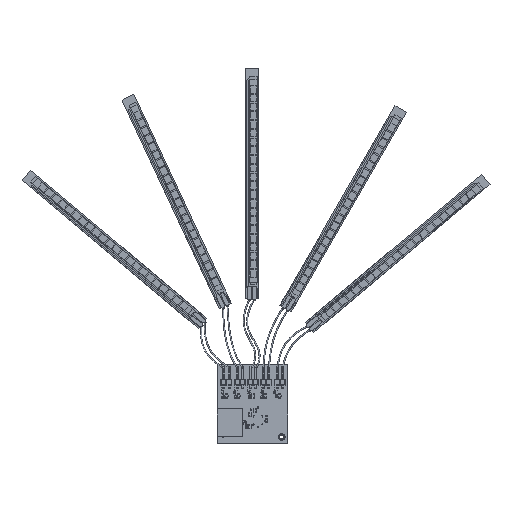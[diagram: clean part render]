
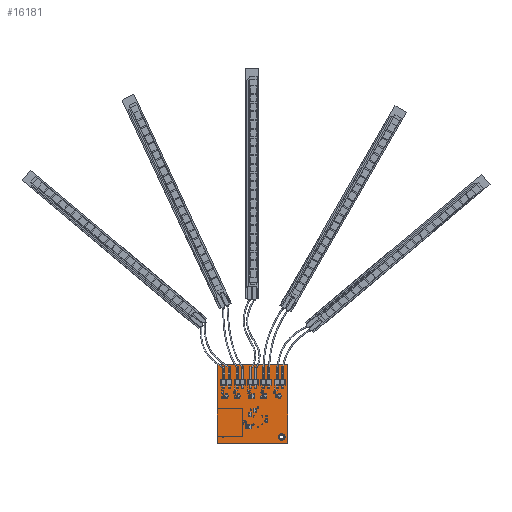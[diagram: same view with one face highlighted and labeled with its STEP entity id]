
A CAD part, top view. The second image highlights one B-rep face of the part: STEP entity #16181.
In plain terms, the highlighted planar face has unit normal (0, 0, 1).
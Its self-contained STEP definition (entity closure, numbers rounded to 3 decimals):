
#930=CIRCLE('',#17464,1.);
#931=CIRCLE('',#17465,0.5);
#932=CIRCLE('',#17466,0.5);
#933=CIRCLE('',#17467,0.5);
#934=CIRCLE('',#17468,0.5);
#935=CIRCLE('',#17469,0.5);
#936=CIRCLE('',#17470,0.5);
#937=CIRCLE('',#17471,0.5);
#938=CIRCLE('',#17472,0.5);
#939=CIRCLE('',#17473,0.5);
#940=CIRCLE('',#17474,0.5);
#1608=FACE_BOUND('',#3075,.T.);
#1609=FACE_BOUND('',#3076,.T.);
#1610=FACE_BOUND('',#3077,.T.);
#1611=FACE_BOUND('',#3078,.T.);
#1612=FACE_BOUND('',#3079,.T.);
#1613=FACE_BOUND('',#3080,.T.);
#1614=FACE_BOUND('',#3081,.T.);
#1615=FACE_BOUND('',#3082,.T.);
#1616=FACE_BOUND('',#3083,.T.);
#1617=FACE_BOUND('',#3084,.T.);
#1618=FACE_BOUND('',#3085,.T.);
#2331=FACE_OUTER_BOUND('',#3074,.T.);
#3074=EDGE_LOOP('',(#14513,#14514,#14515,#14516));
#3075=EDGE_LOOP('',(#14517));
#3076=EDGE_LOOP('',(#14518));
#3077=EDGE_LOOP('',(#14519));
#3078=EDGE_LOOP('',(#14520));
#3079=EDGE_LOOP('',(#14521));
#3080=EDGE_LOOP('',(#14522));
#3081=EDGE_LOOP('',(#14523));
#3082=EDGE_LOOP('',(#14524));
#3083=EDGE_LOOP('',(#14525));
#3084=EDGE_LOOP('',(#14526));
#3085=EDGE_LOOP('',(#14527));
#4749=LINE('',#28412,#6540);
#4753=LINE('',#28420,#6544);
#4755=LINE('',#28424,#6546);
#4759=LINE('',#28453,#6550);
#6540=VECTOR('',#21253,1.);
#6544=VECTOR('',#21259,1.);
#6546=VECTOR('',#21263,1.);
#6550=VECTOR('',#21293,1.);
#8539=VERTEX_POINT('',#28409);
#8540=VERTEX_POINT('',#28411);
#8543=VERTEX_POINT('',#28418);
#8544=VERTEX_POINT('',#28423);
#8557=VERTEX_POINT('',#28454);
#8558=VERTEX_POINT('',#28456);
#8559=VERTEX_POINT('',#28458);
#8560=VERTEX_POINT('',#28460);
#8561=VERTEX_POINT('',#28462);
#8562=VERTEX_POINT('',#28464);
#8563=VERTEX_POINT('',#28466);
#8564=VERTEX_POINT('',#28468);
#8565=VERTEX_POINT('',#28470);
#8566=VERTEX_POINT('',#28472);
#8567=VERTEX_POINT('',#28474);
#10879=EDGE_CURVE('',#8539,#8540,#4749,.T.);
#10883=EDGE_CURVE('',#8543,#8539,#4753,.T.);
#10885=EDGE_CURVE('',#8540,#8544,#4755,.T.);
#10900=EDGE_CURVE('',#8544,#8543,#4759,.T.);
#10901=EDGE_CURVE('',#8557,#8557,#930,.T.);
#10902=EDGE_CURVE('',#8558,#8558,#931,.T.);
#10903=EDGE_CURVE('',#8559,#8559,#932,.T.);
#10904=EDGE_CURVE('',#8560,#8560,#933,.T.);
#10905=EDGE_CURVE('',#8561,#8561,#934,.T.);
#10906=EDGE_CURVE('',#8562,#8562,#935,.T.);
#10907=EDGE_CURVE('',#8563,#8563,#936,.T.);
#10908=EDGE_CURVE('',#8564,#8564,#937,.T.);
#10909=EDGE_CURVE('',#8565,#8565,#938,.T.);
#10910=EDGE_CURVE('',#8566,#8566,#939,.T.);
#10911=EDGE_CURVE('',#8567,#8567,#940,.T.);
#14513=ORIENTED_EDGE('',*,*,#10879,.F.);
#14514=ORIENTED_EDGE('',*,*,#10883,.F.);
#14515=ORIENTED_EDGE('',*,*,#10900,.F.);
#14516=ORIENTED_EDGE('',*,*,#10885,.F.);
#14517=ORIENTED_EDGE('',*,*,#10901,.F.);
#14518=ORIENTED_EDGE('',*,*,#10902,.T.);
#14519=ORIENTED_EDGE('',*,*,#10903,.T.);
#14520=ORIENTED_EDGE('',*,*,#10904,.T.);
#14521=ORIENTED_EDGE('',*,*,#10905,.T.);
#14522=ORIENTED_EDGE('',*,*,#10906,.T.);
#14523=ORIENTED_EDGE('',*,*,#10907,.T.);
#14524=ORIENTED_EDGE('',*,*,#10908,.T.);
#14525=ORIENTED_EDGE('',*,*,#10909,.T.);
#14526=ORIENTED_EDGE('',*,*,#10910,.T.);
#14527=ORIENTED_EDGE('',*,*,#10911,.T.);
#15540=PLANE('',#17463);
#16181=ADVANCED_FACE('',(#2331,#1608,#1609,#1610,#1611,#1612,#1613,#1614,
#1615,#1616,#1617,#1618),#15540,.T.);
#17463=AXIS2_PLACEMENT_3D('',#28452,#21291,#21292);
#17464=AXIS2_PLACEMENT_3D('',#28455,#21294,#21295);
#17465=AXIS2_PLACEMENT_3D('',#28457,#21296,#21297);
#17466=AXIS2_PLACEMENT_3D('',#28459,#21298,#21299);
#17467=AXIS2_PLACEMENT_3D('',#28461,#21300,#21301);
#17468=AXIS2_PLACEMENT_3D('',#28463,#21302,#21303);
#17469=AXIS2_PLACEMENT_3D('',#28465,#21304,#21305);
#17470=AXIS2_PLACEMENT_3D('',#28467,#21306,#21307);
#17471=AXIS2_PLACEMENT_3D('',#28469,#21308,#21309);
#17472=AXIS2_PLACEMENT_3D('',#28471,#21310,#21311);
#17473=AXIS2_PLACEMENT_3D('',#28473,#21312,#21313);
#17474=AXIS2_PLACEMENT_3D('',#28475,#21314,#21315);
#21253=DIRECTION('',(-1.,0.,0.));
#21259=DIRECTION('',(0.,-1.,0.));
#21263=DIRECTION('',(0.,1.,0.));
#21291=DIRECTION('center_axis',(0.,0.,1.));
#21292=DIRECTION('ref_axis',(1.,0.,0.));
#21293=DIRECTION('',(1.,0.,0.));
#21294=DIRECTION('center_axis',(0.,0.,1.));
#21295=DIRECTION('ref_axis',(1.,0.,0.));
#21296=DIRECTION('center_axis',(0.,0.,-1.));
#21297=DIRECTION('ref_axis',(0.,-1.,0.));
#21298=DIRECTION('center_axis',(0.,0.,-1.));
#21299=DIRECTION('ref_axis',(0.,-1.,0.));
#21300=DIRECTION('center_axis',(0.,0.,-1.));
#21301=DIRECTION('ref_axis',(0.,-1.,0.));
#21302=DIRECTION('center_axis',(0.,0.,-1.));
#21303=DIRECTION('ref_axis',(0.,-1.,0.));
#21304=DIRECTION('center_axis',(0.,0.,-1.));
#21305=DIRECTION('ref_axis',(0.,-1.,0.));
#21306=DIRECTION('center_axis',(0.,0.,-1.));
#21307=DIRECTION('ref_axis',(0.,-1.,0.));
#21308=DIRECTION('center_axis',(0.,0.,-1.));
#21309=DIRECTION('ref_axis',(0.,-1.,0.));
#21310=DIRECTION('center_axis',(0.,0.,-1.));
#21311=DIRECTION('ref_axis',(0.,-1.,0.));
#21312=DIRECTION('center_axis',(0.,0.,-1.));
#21313=DIRECTION('ref_axis',(0.,-1.,0.));
#21314=DIRECTION('center_axis',(0.,0.,-1.));
#21315=DIRECTION('ref_axis',(0.,-1.,0.));
#28409=CARTESIAN_POINT('',(125.,-70.,1.51));
#28411=CARTESIAN_POINT('',(86.5,-70.,1.51));
#28412=CARTESIAN_POINT('',(125.,-70.,1.51));
#28418=CARTESIAN_POINT('',(125.,-35.5,1.51));
#28420=CARTESIAN_POINT('',(125.,-35.5,1.51));
#28423=CARTESIAN_POINT('',(86.5,-35.5,1.51));
#28424=CARTESIAN_POINT('',(86.5,-70.,1.51));
#28452=CARTESIAN_POINT('Origin',(0.,0.,1.51));
#28453=CARTESIAN_POINT('',(86.5,-35.5,1.51));
#28454=CARTESIAN_POINT('',(88.581,-67.,1.51));
#28455=CARTESIAN_POINT('Origin',(89.581,-67.,1.51));
#28456=CARTESIAN_POINT('',(113.615,-66.765,1.51));
#28457=CARTESIAN_POINT('Origin',(113.615,-67.265,1.51));
#28458=CARTESIAN_POINT('',(113.615,-64.225,1.51));
#28459=CARTESIAN_POINT('Origin',(113.615,-64.725,1.51));
#28460=CARTESIAN_POINT('',(113.615,-60.265,1.51));
#28461=CARTESIAN_POINT('Origin',(113.615,-60.765,1.51));
#28462=CARTESIAN_POINT('',(113.615,-57.725,1.51));
#28463=CARTESIAN_POINT('Origin',(113.615,-58.225,1.51));
#28464=CARTESIAN_POINT('',(113.615,-53.765,1.51));
#28465=CARTESIAN_POINT('Origin',(113.615,-54.265,1.51));
#28466=CARTESIAN_POINT('',(113.615,-51.225,1.51));
#28467=CARTESIAN_POINT('Origin',(113.615,-51.725,1.51));
#28468=CARTESIAN_POINT('',(113.615,-47.265,1.51));
#28469=CARTESIAN_POINT('Origin',(113.615,-47.765,1.51));
#28470=CARTESIAN_POINT('',(113.615,-44.725,1.51));
#28471=CARTESIAN_POINT('Origin',(113.615,-45.225,1.51));
#28472=CARTESIAN_POINT('',(113.615,-40.765,1.51));
#28473=CARTESIAN_POINT('Origin',(113.615,-41.265,1.51));
#28474=CARTESIAN_POINT('',(113.615,-38.225,1.51));
#28475=CARTESIAN_POINT('Origin',(113.615,-38.725,1.51));
